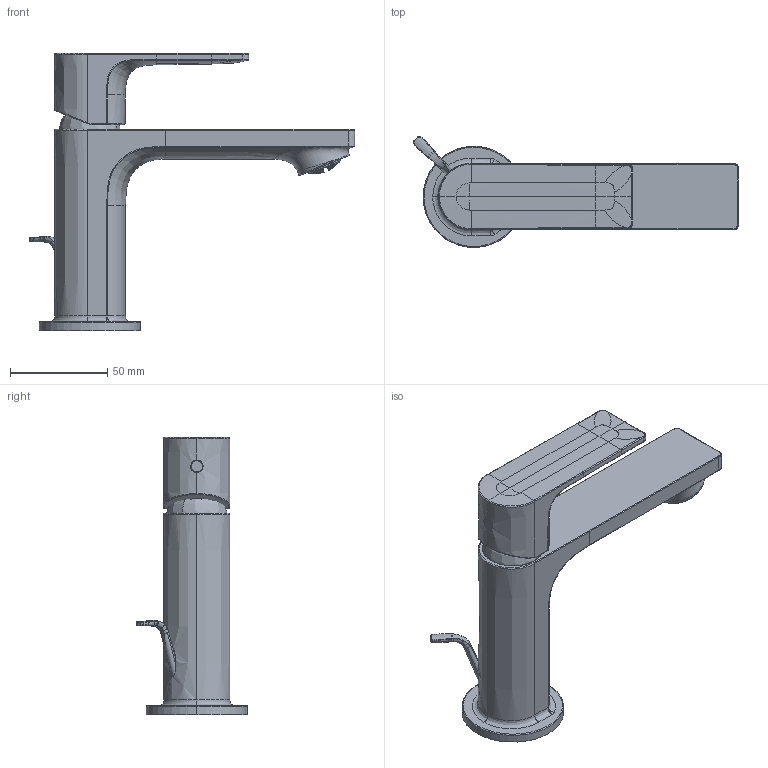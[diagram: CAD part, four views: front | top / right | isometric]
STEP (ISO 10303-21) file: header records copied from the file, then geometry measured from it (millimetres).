
FILE_DESCRIPTION(('CAx-IF Rec.Pracs.---Model Styling and Organization---1.2---2011-12-15','CAx-IF Rec.Pracs.---Geometric and Assembly Validation Properties---4.1---2014-06-16','CAx-IF Rec.Pracs.---PMI Polyline Presentation---2.0---2013-05-24'),'2;1');
FILE_NAME('1000153667_PPR_000.stp','2021-06-11T07:44:24+02:00',(''),(''),'STEP Interface 4.3 by CT CoreTechnologie','3D_Evolution4.3 by CT CoreTechnologie','');
FILE_SCHEMA(('AP203_CONFIGURATION_CONTROLLED_3D_DESIGN_OF_MECHANICAL_PARTS_AND_ASSEMBLIES_MIM_LF'));
Length unit declared in the file: millimetre
Products named in the file (7): P_2 HG Balance Cut WTM 80 m.Zugstange 1000153667_PPR_000_A0; P_2 GK m.Z. WTM 80 Balance Cut 1000153668_PPA_000_A0; P_2 SR_CS-M24x1_HC_1,5gpm-air_gruen 1000147937_PPA_000_A0; P_2 Rosette WTM Citterio Basic 1000105070_PPA_000_A1; P_2 Griff M25 VHG WTM Balance Cut 1000153494_PPA_000_A0; Griffstopfen WTM Bouroullec 1000052558_PPA_000_A0; P_2 Zugstange_Griff_flach 1000074563_PPA_000_A1
Assembly tree (6 placements, depth 2):
  P_2 HG Balance Cut WTM 80 m.Zugstange 1000153667_PPR_000_A0
    P_2 GK m.Z. WTM 80 Balance Cut 1000153668_PPA_000_A0
    P_2 SR_CS-M24x1_HC_1,5gpm-air_gruen 1000147937_PPA_000_A0
    P_2 Rosette WTM Citterio Basic 1000105070_PPA_000_A1
    P_2 Griff M25 VHG WTM Balance Cut 1000153494_PPA_000_A0
    Griffstopfen WTM Bouroullec 1000052558_PPA_000_A0
    P_2 Zugstange_Griff_flach 1000074563_PPA_000_A1
Bounding box: 167.03 x 57 x 142.68 mm (x, y, z)
Volume: 221937.8 mm3; surface area: 44011.5 mm2
Topology: 5 solids, 6 shells, 2186 faces, 5818 edges, 3712 vertices
Faces by surface type: bspline 1102, plane 781, cylinder 303
Entity records: 216605 total; most frequent: CARTESIAN_POINT 141611, ORIENTED_EDGE 11499, DIRECTION 10666, EDGE_CURVE 5751, AXIS2_PLACEMENT_3D 3978, VERTEX_POINT 3682, CIRCLE 2887, VECTOR 2710
